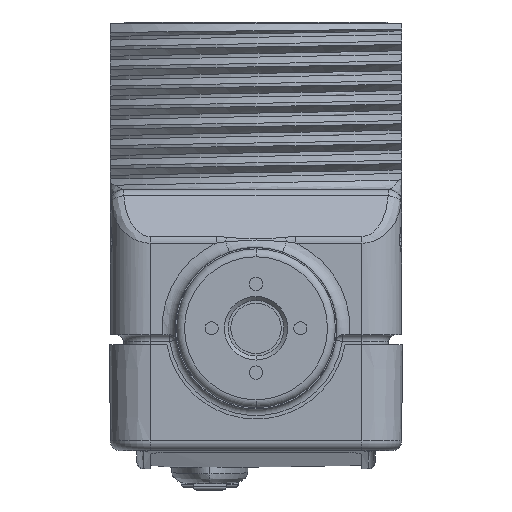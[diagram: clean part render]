
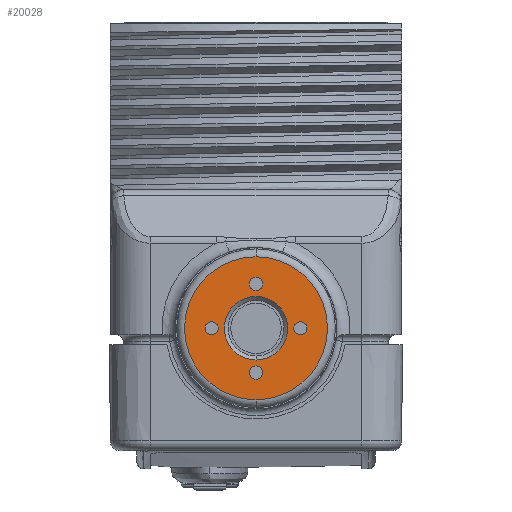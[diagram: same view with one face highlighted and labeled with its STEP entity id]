
A CAD part, front view. The second image highlights one B-rep face of the part: STEP entity #20028.
In plain terms, the highlighted planar face has unit normal (0, -1, 0).
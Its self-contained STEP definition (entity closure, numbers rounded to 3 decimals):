
#8006=CARTESIAN_POINT('',(0.,-27.,-1.9));
#8007=DIRECTION('',(0.,-1.,0.));
#8008=DIRECTION('',(0.,0.,1.));
#8009=AXIS2_PLACEMENT_3D('',#8006,#8007,#8008);
#8021=CARTESIAN_POINT('',(0.,-27.,-5.25));
#8022=DIRECTION('',(0.,-1.,0.));
#8023=DIRECTION('',(-1.,0.,0.));
#8024=AXIS2_PLACEMENT_3D('',#8021,#8022,#8023);
#8026=CARTESIAN_POINT('',(0.,-27.,-5.25));
#8027=DIRECTION('',(0.,-1.,0.));
#8028=DIRECTION('',(1.,0.,0.));
#8029=AXIS2_PLACEMENT_3D('',#8026,#8027,#8028);
#8031=CARTESIAN_POINT('',(0.,-27.,1.45));
#8032=DIRECTION('',(0.,-1.,0.));
#8033=DIRECTION('',(-1.,0.,0.));
#8034=AXIS2_PLACEMENT_3D('',#8031,#8032,#8033);
#8036=CARTESIAN_POINT('',(0.,-27.,1.45));
#8037=DIRECTION('',(0.,-1.,0.));
#8038=DIRECTION('',(1.,0.,0.));
#8039=AXIS2_PLACEMENT_3D('',#8036,#8037,#8038);
#8041=CARTESIAN_POINT('',(-3.35,-27.,-1.9));
#8042=DIRECTION('',(0.,-1.,0.));
#8043=DIRECTION('',(-1.,0.,0.));
#8044=AXIS2_PLACEMENT_3D('',#8041,#8042,#8043);
#8046=CARTESIAN_POINT('',(-3.35,-27.,-1.9));
#8047=DIRECTION('',(0.,-1.,0.));
#8048=DIRECTION('',(1.,0.,0.));
#8049=AXIS2_PLACEMENT_3D('',#8046,#8047,#8048);
#8051=CARTESIAN_POINT('',(3.35,-27.,-1.9));
#8052=DIRECTION('',(0.,-1.,0.));
#8053=DIRECTION('',(-1.,0.,0.));
#8054=AXIS2_PLACEMENT_3D('',#8051,#8052,#8053);
#8056=CARTESIAN_POINT('',(3.35,-27.,-1.9));
#8057=DIRECTION('',(0.,-1.,0.));
#8058=DIRECTION('',(1.,0.,0.));
#8059=AXIS2_PLACEMENT_3D('',#8056,#8057,#8058);
#8061=CARTESIAN_POINT('',(0.,-27.,-1.9));
#8062=DIRECTION('',(0.,-1.,0.));
#8063=DIRECTION('',(0.,0.,-1.));
#8064=AXIS2_PLACEMENT_3D('',#8061,#8062,#8063);
#8085=CARTESIAN_POINT('',(0.,-27.,-1.9));
#8086=DIRECTION('',(0.,1.,0.));
#8087=DIRECTION('',(0.,0.,1.));
#8088=AXIS2_PLACEMENT_3D('',#8085,#8086,#8087);
#8117=CARTESIAN_POINT('',(0.,-27.,-1.9));
#8118=DIRECTION('',(0.,-1.,0.));
#8119=DIRECTION('',(0.,0.,1.));
#8120=AXIS2_PLACEMENT_3D('',#8117,#8118,#8119);
#9649=CARTESIAN_POINT('',(-0.5,-27.,-5.25));
#9650=CARTESIAN_POINT('',(0.5,-27.,-5.25));
#9651=VERTEX_POINT('',#9649);
#9652=VERTEX_POINT('',#9650);
#9653=CARTESIAN_POINT('',(-0.5,-27.,1.45));
#9654=CARTESIAN_POINT('',(0.5,-27.,1.45));
#9655=VERTEX_POINT('',#9653);
#9656=VERTEX_POINT('',#9654);
#9665=CARTESIAN_POINT('',(-3.85,-27.,-1.9));
#9666=CARTESIAN_POINT('',(-2.85,-27.,-1.9));
#9667=VERTEX_POINT('',#9665);
#9668=VERTEX_POINT('',#9666);
#9669=CARTESIAN_POINT('',(2.85,-27.,-1.9));
#9670=CARTESIAN_POINT('',(3.85,-27.,-1.9));
#9671=VERTEX_POINT('',#9669);
#9672=VERTEX_POINT('',#9670);
#9673=CARTESIAN_POINT('',(0.,-27.,-7.3));
#9674=CARTESIAN_POINT('',(0.,-27.,3.5));
#9675=VERTEX_POINT('',#9673);
#9676=VERTEX_POINT('',#9674);
#9685=CARTESIAN_POINT('',(0.,-27.,0.5));
#9686=CARTESIAN_POINT('',(0.,-27.,-4.3));
#9687=VERTEX_POINT('',#9685);
#9688=VERTEX_POINT('',#9686);
#19988=CARTESIAN_POINT('',(0.,-27.,-1.9));
#19989=DIRECTION('',(0.,1.,0.));
#19990=DIRECTION('',(0.,0.,-1.));
#19991=AXIS2_PLACEMENT_3D('',#19988,#19989,#19990);
#19992=PLANE('',#19991);
#19994=ORIENTED_EDGE('',*,*,#19993,.F.);
#19995=ORIENTED_EDGE('',*,*,#19978,.F.);
#19996=EDGE_LOOP('',(#19994,#19995));
#19997=FACE_OUTER_BOUND('',#19996,.F.);
#19999=ORIENTED_EDGE('',*,*,#19998,.F.);
#20001=ORIENTED_EDGE('',*,*,#20000,.T.);
#20002=EDGE_LOOP('',(#19999,#20001));
#20003=FACE_BOUND('',#20002,.F.);
#20005=ORIENTED_EDGE('',*,*,#20004,.T.);
#20007=ORIENTED_EDGE('',*,*,#20006,.T.);
#20008=EDGE_LOOP('',(#20005,#20007));
#20009=FACE_BOUND('',#20008,.F.);
#20011=ORIENTED_EDGE('',*,*,#20010,.T.);
#20013=ORIENTED_EDGE('',*,*,#20012,.T.);
#20014=EDGE_LOOP('',(#20011,#20013));
#20015=FACE_BOUND('',#20014,.F.);
#20017=ORIENTED_EDGE('',*,*,#20016,.T.);
#20019=ORIENTED_EDGE('',*,*,#20018,.T.);
#20020=EDGE_LOOP('',(#20017,#20019));
#20021=FACE_BOUND('',#20020,.F.);
#20023=ORIENTED_EDGE('',*,*,#20022,.T.);
#20025=ORIENTED_EDGE('',*,*,#20024,.T.);
#20026=EDGE_LOOP('',(#20023,#20025));
#20027=FACE_BOUND('',#20026,.F.);
#20028=ADVANCED_FACE('',(#19997,#20003,#20009,#20015,#20021,#20027),#19992,.F.);
#8010=CIRCLE('',#8009,5.4);
#8025=CIRCLE('',#8024,0.5);
#8030=CIRCLE('',#8029,0.5);
#8035=CIRCLE('',#8034,0.5);
#8040=CIRCLE('',#8039,0.5);
#8045=CIRCLE('',#8044,0.5);
#8050=CIRCLE('',#8049,0.5);
#8055=CIRCLE('',#8054,0.5);
#8060=CIRCLE('',#8059,0.5);
#8065=CIRCLE('',#8064,5.4);
#8089=CIRCLE('',#8088,2.4);
#8121=CIRCLE('',#8120,2.4);
#19978=EDGE_CURVE('',#9676,#9675,#8010,.T.);
#19993=EDGE_CURVE('',#9675,#9676,#8065,.T.);
#19998=EDGE_CURVE('',#9687,#9688,#8089,.T.);
#20000=EDGE_CURVE('',#9687,#9688,#8121,.T.);
#20004=EDGE_CURVE('',#9651,#9652,#8025,.T.);
#20006=EDGE_CURVE('',#9652,#9651,#8030,.T.);
#20010=EDGE_CURVE('',#9655,#9656,#8035,.T.);
#20012=EDGE_CURVE('',#9656,#9655,#8040,.T.);
#20016=EDGE_CURVE('',#9667,#9668,#8045,.T.);
#20018=EDGE_CURVE('',#9668,#9667,#8050,.T.);
#20022=EDGE_CURVE('',#9671,#9672,#8055,.T.);
#20024=EDGE_CURVE('',#9672,#9671,#8060,.T.);
